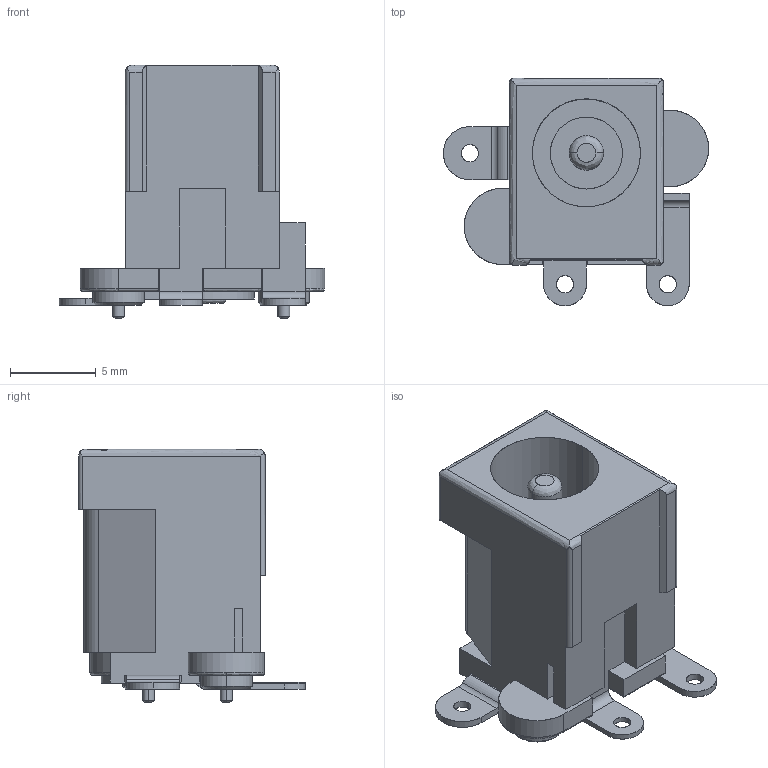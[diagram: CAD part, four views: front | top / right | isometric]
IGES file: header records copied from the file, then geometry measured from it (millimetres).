
Start section: SolidWorks IGES file using analytic representation for surfaces
Global section: file name: KLDVX-SMT-02-A-GP-TR_rA1.IGS; native system: SolidWorks 2014; preprocessor: SolidWorks 2014; author: Garrett; date: 161220.165746; units: millimetre
Bounding box: 15.48 x 13.25 x 14.8 mm (x, y, z)
Surface area: 1134.7 mm2 (no closed solid volume)
Topology: 0 solids, 0 shells, 155 faces, 1692 edges, 1692 vertices
Faces by surface type: bspline 82, revolution 73
